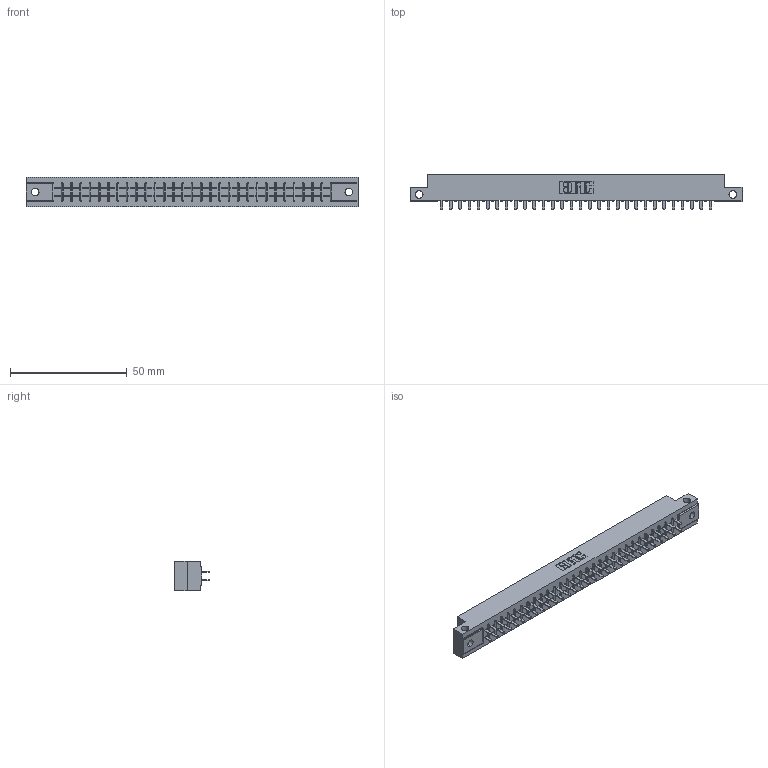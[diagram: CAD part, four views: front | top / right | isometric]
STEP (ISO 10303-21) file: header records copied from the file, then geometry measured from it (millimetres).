
FILE_DESCRIPTION (( 'STEP AP203' ), '1' );
FILE_NAME ('315-060-521-212.STEP', '2020-09-20T03:26:18', ( '' ), ( '' ), 'SwSTEP 2.0', 'SolidWorks 2020', '' );
FILE_SCHEMA (( 'CONFIG_CONTROL_DESIGN' ));
Length unit declared in the file: inch
Products named in the file (3): 305-290-001_521; 315-060-521-212; 305 Part_.128 Dia
Assembly tree (61 placements, depth 2):
  315-060-521-212
    305 Part_.128 Dia
    305-290-001_521  x60
Bounding box: 141.88 x 14.86 x 12.7 mm (x, y, z)
Volume: 14476.3 mm3; surface area: 17928.6 mm2
Topology: 61 solids, 61 shells, 2888 faces, 8242 edges, 5328 vertices
Faces by surface type: plane 1688, cylinder 1080, sphere 120
Entity records: 34229 total; most frequent: CARTESIAN_POINT 5712, ORIENTED_EDGE 5624, DIRECTION 5474, EDGE_CURVE 2812, LINE 2246, VECTOR 2246, VERTEX_POINT 1788, AXIS2_PLACEMENT_3D 1614
